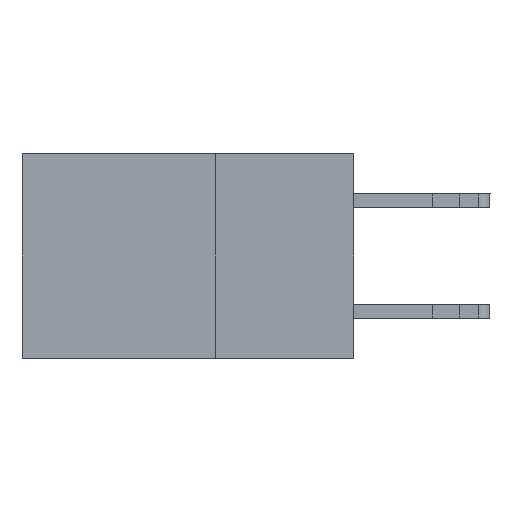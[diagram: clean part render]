
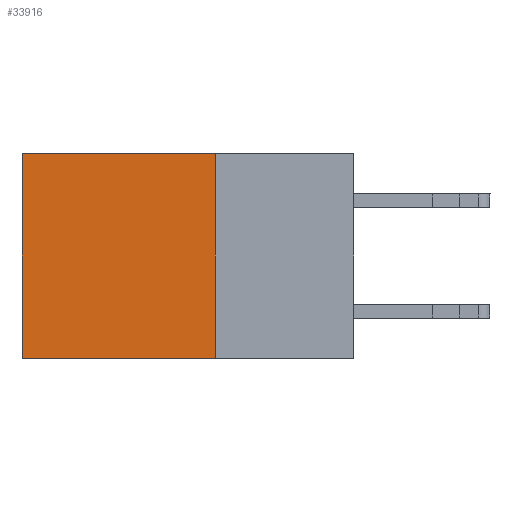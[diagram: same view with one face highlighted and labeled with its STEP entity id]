
A CAD part, left-side view. The second image highlights one B-rep face of the part: STEP entity #33916.
In plain terms, the highlighted planar face has unit normal (-1, 0, 0).
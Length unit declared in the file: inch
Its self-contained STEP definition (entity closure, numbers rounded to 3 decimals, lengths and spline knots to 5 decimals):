
#20 = VERTEX_POINT ( 'NONE', #6609 ) ;
#234 = ORIENTED_EDGE ( 'NONE', *, *, #4471, .F. ) ;
#318 = ORIENTED_EDGE ( 'NONE', *, *, #26471, .T. ) ;
#2003 = CARTESIAN_POINT ( 'NONE',  ( 0.2875, 0.25, 0. ) ) ;
#3433 = VERTEX_POINT ( 'NONE', #32342 ) ;
#4080 = CARTESIAN_POINT ( 'NONE',  ( 0.2875, 0.6, 0. ) ) ;
#4471 = EDGE_CURVE ( 'NONE', #5089, #20, #18906, .T. ) ;
#4585 = EDGE_LOOP ( 'NONE', ( #318, #24469, #234, #22213 ) ) ;
#5089 = VERTEX_POINT ( 'NONE', #12820 ) ;
#6609 = CARTESIAN_POINT ( 'NONE',  ( 0.2875, 0.25, -0.37 ) ) ;
#8275 = DIRECTION ( 'NONE',  ( 0., 1., 0. ) ) ;
#8860 = DIRECTION ( 'NONE',  ( 0., 1., 0. ) ) ;
#10278 = VECTOR ( 'NONE', #8860, 39.37008 ) ;
#11404 = VECTOR ( 'NONE', #8275, 39.37008 ) ;
#12375 = EDGE_CURVE ( 'NONE', #20, #3433, #27188, .T. ) ;
#12820 = CARTESIAN_POINT ( 'NONE',  ( 0.2875, 0.25, 0. ) ) ;
#13198 = CARTESIAN_POINT ( 'NONE',  ( 0.2875, 0.6, 0. ) ) ;
#14798 = DIRECTION ( 'NONE',  ( 0., 0., -1. ) ) ;
#14907 = PLANE ( 'NONE',  #34165 ) ;
#17873 = CARTESIAN_POINT ( 'NONE',  ( 0.2875, 0.25, 0. ) ) ;
#18906 = LINE ( 'NONE', #2003, #24444 ) ;
#20234 = EDGE_CURVE ( 'NONE', #5089, #23518, #32057, .T. ) ;
#20591 = FACE_OUTER_BOUND ( 'NONE', #4585, .T. ) ;
#22213 = ORIENTED_EDGE ( 'NONE', *, *, #20234, .T. ) ;
#23165 = DIRECTION ( 'NONE',  ( 0., 0., -1. ) ) ;
#23220 = DIRECTION ( 'NONE',  ( 1., 0., 0. ) ) ;
#23518 = VERTEX_POINT ( 'NONE', #13198 ) ;
#24444 = VECTOR ( 'NONE', #29843, 39.37008 ) ;
#24469 = ORIENTED_EDGE ( 'NONE', *, *, #12375, .F. ) ;
#26471 = EDGE_CURVE ( 'NONE', #23518, #3433, #30170, .T. ) ;
#27188 = LINE ( 'NONE', #32772, #11404 ) ;
#27785 = CARTESIAN_POINT ( 'NONE',  ( 0.2875, 0.25, 0. ) ) ;
#29843 = DIRECTION ( 'NONE',  ( 0., 0., -1. ) ) ;
#30170 = LINE ( 'NONE', #4080, #34459 ) ;
#32057 = LINE ( 'NONE', #27785, #10278 ) ;
#32342 = CARTESIAN_POINT ( 'NONE',  ( 0.2875, 0.6, -0.37 ) ) ;
#32772 = CARTESIAN_POINT ( 'NONE',  ( 0.2875, 0.25, -0.37 ) ) ;
#33916 = ADVANCED_FACE ( 'NONE', ( #20591 ), #14907, .F. ) ;
#34165 = AXIS2_PLACEMENT_3D ( 'NONE', #17873, #23220, #14798 ) ;
#34459 = VECTOR ( 'NONE', #23165, 39.37008 ) ;
